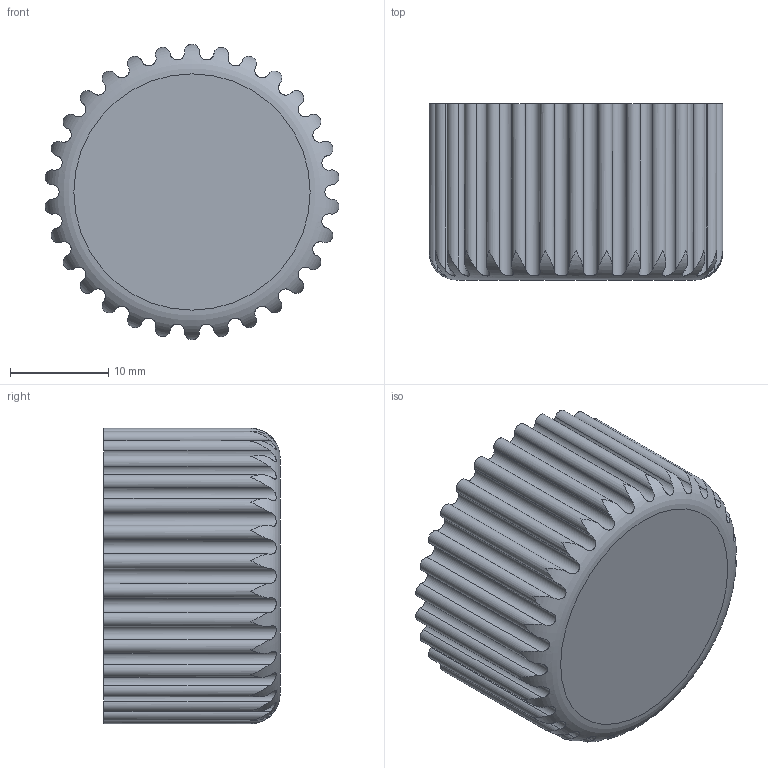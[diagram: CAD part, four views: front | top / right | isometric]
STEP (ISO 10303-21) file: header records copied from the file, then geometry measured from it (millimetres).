
FILE_DESCRIPTION(/* description */ (''),/* implementation_level */ '2;1');
FILE_NAME(/* name */ 'Motiv_Knob_green.step',/* time_stamp */ '2024-01-19T11:39:07+01:00',/* author */ (''),/* organization */ (''),/* preprocessor_version */ 'ST-DEVELOPER v20',/* originating_system */ 'Autodesk Translation Framework v12.14.0.127',/* authorisation */ '');
FILE_SCHEMA (('AUTOMOTIVE_DESIGN { 1 0 10303 214 3 1 1 }'));
Length unit declared in the file: millimetre
Products named in the file (1): Knob
Bounding box: 29.84 x 17.9 x 30 mm (x, y, z)
Volume: 8373.2 mm3; surface area: 4326.8 mm2
Topology: 1 solids, 1 shells, 128 faces, 401 edges, 277 vertices
Faces by surface type: cylinder 122, plane 5, torus 1
Full cylindrical faces by diameter (mm): 24 x1
Entity records: 5913 total; most frequent: CARTESIAN_POINT 2277, ORIENTED_EDGE 802, DIRECTION 755, EDGE_CURVE 401, AXIS2_PLACEMENT_3D 315, VERTEX_POINT 277, CIRCLE 186, EDGE_LOOP 130
